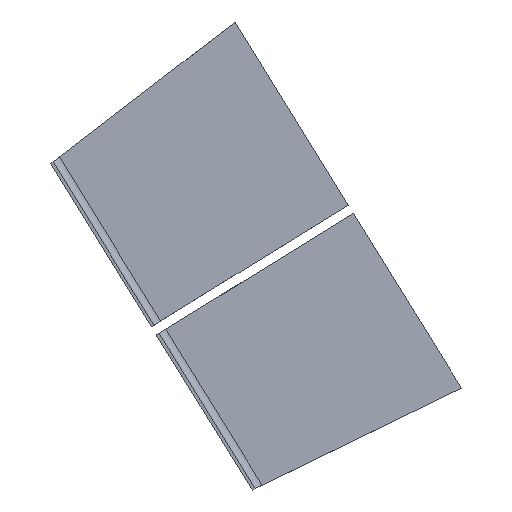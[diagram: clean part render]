
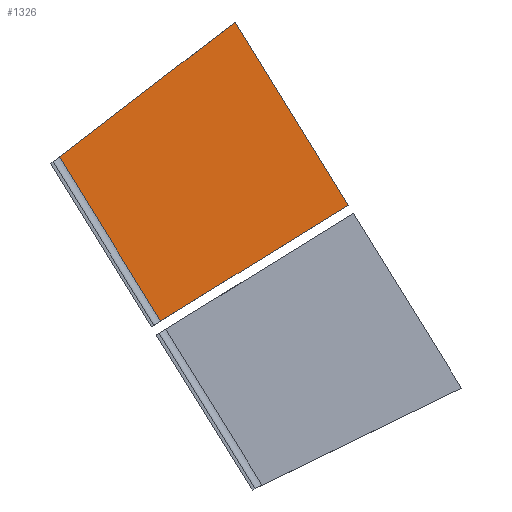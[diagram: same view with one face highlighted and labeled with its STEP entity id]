
A CAD part, front view. The second image highlights one B-rep face of the part: STEP entity #1326.
In plain terms, the highlighted planar face has unit normal (0.058, -0.998, 0).
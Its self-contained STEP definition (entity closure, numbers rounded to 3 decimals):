
#747 = PLANE('',#748);
#748 = AXIS2_PLACEMENT_3D('',#749,#750,#751);
#749 = CARTESIAN_POINT('',(11363.495,22.278,
    3181.432));
#750 = DIRECTION('',(-0.526,0.,0.851));
#751 = DIRECTION('',(0.851,0.,0.526));
#773 = PLANE('',#774);
#774 = AXIS2_PLACEMENT_3D('',#775,#776,#777);
#775 = CARTESIAN_POINT('',(10457.485,0.,6463.149));
#776 = DIRECTION('',(0.851,0.,0.526));
#777 = DIRECTION('',(0.,-1.,0.));
#797 = PLANE('',#798);
#798 = AXIS2_PLACEMENT_3D('',#799,#800,#801);
#799 = CARTESIAN_POINT('',(2185.894,0.,-2850.41));
#800 = DIRECTION('',(0.609,0.,-0.794));
#801 = DIRECTION('',(0.,-1.,0.));
#904 = VERTEX_POINT('',#905);
#905 = CARTESIAN_POINT('',(11702.962,597.289,
    4447.947));
#926 = EDGE_CURVE('',#927,#904,#929,.T.);
#927 = VERTEX_POINT('',#928);
#928 = CARTESIAN_POINT('',(10967.838,554.473,
    3884.202));
#929 = SURFACE_CURVE('',#930,(#934,#940),.PCURVE_S1.);
#930 = LINE('',#931,#932);
#931 = CARTESIAN_POINT('',(2184.321,42.891,
    -2851.616));
#932 = VECTOR('',#933,1.);
#933 = DIRECTION('',(0.793,0.046,0.608));
#934 = PCURVE('',#797,#935);
#935 = DEFINITIONAL_REPRESENTATION('',(#936),#939);
#936 = B_SPLINE_CURVE_WITH_KNOTS('',1,(#937,#938),.UNSPECIFIED.,.F.,.F.,
  (2,2),(-12012807.654,12012811.623),
  .PIECEWISE_BEZIER_KNOTS.);
#937 = CARTESIAN_POINT('',(554569.859,12000000.));
#938 = CARTESIAN_POINT('',(-554655.825,-12000000.));
#939 = ( GEOMETRIC_REPRESENTATION_CONTEXT(2) 
PARAMETRIC_REPRESENTATION_CONTEXT() REPRESENTATION_CONTEXT('2D SPACE',''
  ) );
#940 = PCURVE('',#941,#946);
#941 = PLANE('',#942);
#942 = AXIS2_PLACEMENT_3D('',#943,#944,#945);
#943 = CARTESIAN_POINT('',(4.895,-84.046,0.));
#944 = DIRECTION('',(0.058,-0.998,0.));
#945 = DIRECTION('',(0.,0.,-1.));
#946 = DEFINITIONAL_REPRESENTATION('',(#947),#950);
#947 = B_SPLINE_CURVE_WITH_KNOTS('',1,(#948,#949),.UNSPECIFIED.,.F.,.F.,
  (2,2),(-12012807.654,12012811.623),
  .PIECEWISE_BEZIER_KNOTS.);
#948 = CARTESIAN_POINT('',(7305250.228,-9536292.766));
#949 = CARTESIAN_POINT('',(-7299549.409,9540662.158));
#950 = ( GEOMETRIC_REPRESENTATION_CONTEXT(2) 
PARAMETRIC_REPRESENTATION_CONTEXT() REPRESENTATION_CONTEXT('2D SPACE',''
  ) );
#969 = CYLINDRICAL_SURFACE('',#970,34.619);
#970 = AXIS2_PLACEMENT_3D('',#971,#972,#973);
#971 = CARTESIAN_POINT('',(10972.624,520.074,
    3879.716));
#972 = DIRECTION('',(0.525,0.031,-0.85));
#973 = DIRECTION('',(-0.058,0.998,
    0.));
#1065 = EDGE_CURVE('',#1066,#904,#1068,.T.);
#1066 = VERTEX_POINT('',#1067);
#1067 = CARTESIAN_POINT('',(12175.54,624.813,
    3683.309));
#1068 = SURFACE_CURVE('',#1069,(#1073,#1079),.PCURVE_S1.);
#1069 = LINE('',#1070,#1071);
#1070 = CARTESIAN_POINT('',(10449.046,524.257,
    6476.805));
#1071 = VECTOR('',#1072,1.);
#1072 = DIRECTION('',(-0.525,-0.031,0.85)
  );
#1073 = PCURVE('',#773,#1074);
#1074 = DEFINITIONAL_REPRESENTATION('',(#1075),#1078);
#1075 = B_SPLINE_CURVE_WITH_KNOTS('',1,(#1076,#1077),.UNSPECIFIED.,.F.,
  .F.,(2,2),(-12005640.457,12005608.336),
  .PIECEWISE_BEZIER_KNOTS.);
#1076 = CARTESIAN_POINT('',(-367971.555,12000000.));
#1077 = CARTESIAN_POINT('',(366922.059,-12000000.));
#1078 = ( GEOMETRIC_REPRESENTATION_CONTEXT(2) 
PARAMETRIC_REPRESENTATION_CONTEXT() REPRESENTATION_CONTEXT('2D SPACE',''
  ) );
#1079 = PCURVE('',#941,#1080);
#1080 = DEFINITIONAL_REPRESENTATION('',(#1081),#1084);
#1081 = B_SPLINE_CURVE_WITH_KNOTS('',1,(#1082,#1083),.UNSPECIFIED.,.F.,
  .F.,(2,2),(-12005640.457,12005608.336),
  .PIECEWISE_BEZIER_KNOTS.);
#1082 = CARTESIAN_POINT('',(10201316.83,6329983.343));
#1083 = CARTESIAN_POINT('',(-10214243.129,-6309042.734));
#1084 = ( GEOMETRIC_REPRESENTATION_CONTEXT(2) 
PARAMETRIC_REPRESENTATION_CONTEXT() REPRESENTATION_CONTEXT('2D SPACE',''
  ) );
#1108 = EDGE_CURVE('',#1066,#1109,#1111,.T.);
#1109 = VERTEX_POINT('',#1110);
#1110 = CARTESIAN_POINT('',(11391.487,579.147,
    3198.732));
#1111 = SURFACE_CURVE('',#1112,(#1116,#1122),.PCURVE_S1.);
#1112 = LINE('',#1113,#1114);
#1113 = CARTESIAN_POINT('',(6528.772,295.927,
    193.378));
#1114 = VECTOR('',#1115,1.);
#1115 = DIRECTION('',(-0.85,-0.049,
    -0.525));
#1116 = PCURVE('',#747,#1117);
#1117 = DEFINITIONAL_REPRESENTATION('',(#1118),#1121);
#1118 = B_SPLINE_CURVE_WITH_KNOTS('',1,(#1119,#1120),.UNSPECIFIED.,.F.,
  .F.,(2,2),(-6743.454,-5578.026),
  .PIECEWISE_BEZIER_KNOTS.);
#1119 = CARTESIAN_POINT('',(1051.619,607.342));
#1120 = CARTESIAN_POINT('',(-112.381,549.672));
#1121 = ( GEOMETRIC_REPRESENTATION_CONTEXT(2) 
PARAMETRIC_REPRESENTATION_CONTEXT() REPRESENTATION_CONTEXT('2D SPACE',''
  ) );
#1122 = PCURVE('',#941,#1123);
#1123 = DEFINITIONAL_REPRESENTATION('',(#1124),#1127);
#1124 = B_SPLINE_CURVE_WITH_KNOTS('',1,(#1125,#1126),.UNSPECIFIED.,.F.,
  .F.,(2,2),(-6743.454,-5578.026),
  .PIECEWISE_BEZIER_KNOTS.);
#1125 = CARTESIAN_POINT('',(-3734.305,12273.923));
#1126 = CARTESIAN_POINT('',(-3122.349,11282.09));
#1127 = ( GEOMETRIC_REPRESENTATION_CONTEXT(2) 
PARAMETRIC_REPRESENTATION_CONTEXT() REPRESENTATION_CONTEXT('2D SPACE',''
  ) );
#1306 = EDGE_CURVE('',#927,#1109,#1307,.T.);
#1307 = SURFACE_CURVE('',#1308,(#1312,#1319),.PCURVE_S1.);
#1308 = LINE('',#1309,#1310);
#1309 = CARTESIAN_POINT('',(10970.611,554.634,
    3879.716));
#1310 = VECTOR('',#1311,1.);
#1311 = DIRECTION('',(0.525,0.031,-0.85)
  );
#1312 = PCURVE('',#969,#1313);
#1313 = DEFINITIONAL_REPRESENTATION('',(#1314),#1318);
#1314 = LINE('',#1315,#1316);
#1315 = CARTESIAN_POINT('',(-0.,0.));
#1316 = VECTOR('',#1317,1.);
#1317 = DIRECTION('',(-0.,1.));
#1318 = ( GEOMETRIC_REPRESENTATION_CONTEXT(2) 
PARAMETRIC_REPRESENTATION_CONTEXT() REPRESENTATION_CONTEXT('2D SPACE',''
  ) );
#1319 = PCURVE('',#941,#1320);
#1320 = DEFINITIONAL_REPRESENTATION('',(#1321),#1325);
#1321 = LINE('',#1322,#1323);
#1322 = CARTESIAN_POINT('',(-3879.716,10984.299));
#1323 = VECTOR('',#1324,1.);
#1324 = DIRECTION('',(0.85,0.526));
#1325 = ( GEOMETRIC_REPRESENTATION_CONTEXT(2) 
PARAMETRIC_REPRESENTATION_CONTEXT() REPRESENTATION_CONTEXT('2D SPACE',''
  ) );
#1326 = ADVANCED_FACE('',(#1327),#941,.T.);
#1327 = FACE_BOUND('',#1328,.T.);
#1328 = EDGE_LOOP('',(#1329,#1330,#1331,#1332));
#1329 = ORIENTED_EDGE('',*,*,#1306,.T.);
#1330 = ORIENTED_EDGE('',*,*,#1108,.F.);
#1331 = ORIENTED_EDGE('',*,*,#1065,.T.);
#1332 = ORIENTED_EDGE('',*,*,#926,.F.);
